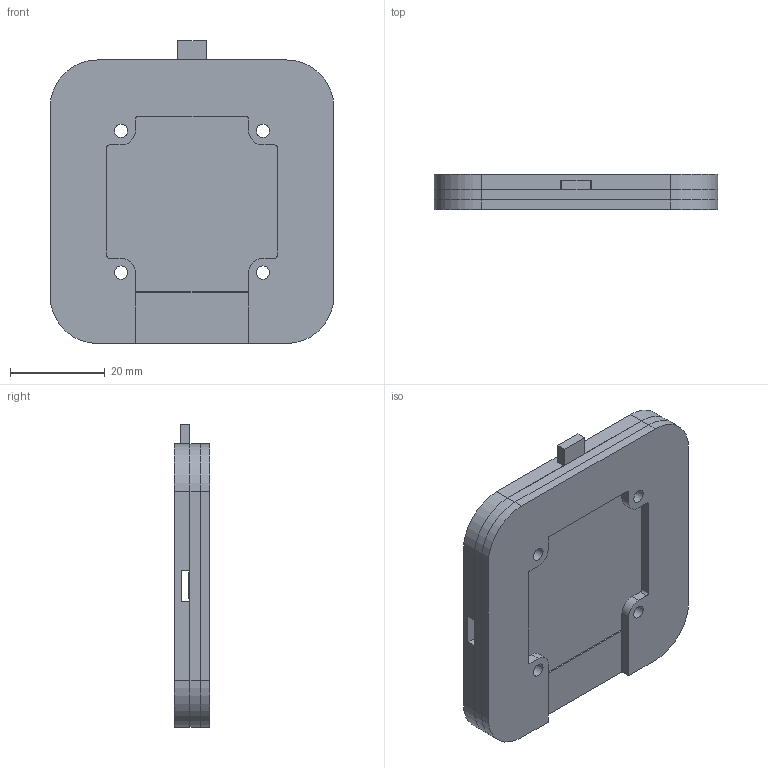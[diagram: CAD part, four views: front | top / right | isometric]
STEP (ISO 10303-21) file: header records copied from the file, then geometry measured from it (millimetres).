
FILE_DESCRIPTION(/* description */ (''),/* implementation_level */ '2;1');
FILE_NAME(/* name */ 'Camera_Module_Delidding_Tool.step',/* time_stamp */ '2025-10-26T00:43:06+02:00',/* author */ (''),/* organization */ (''),/* preprocessor_version */ 'ST-DEVELOPER v20.1',/* originating_system */ 'Autodesk Translation Framework v14.17.0.0',/* authorisation */ '');
FILE_SCHEMA (('AUTOMOTIVE_DESIGN { 1 0 10303 214 3 1 1 }'));
Length unit declared in the file: millimetre
Products named in the file (2): Raspberry Pi HQCamera Cmos Sensor; Spachtel Blech Delidding Tool
Assembly tree (1 placements, depth 2):
  Raspberry Pi HQCamera Cmos Sensor
    Spachtel Blech Delidding Tool
Bounding box: 60 x 7.45 x 64.1 mm (x, y, z)
Volume: 21100.9 mm3; surface area: 23565.6 mm2
Topology: 5 solids, 5 shells, 150 faces, 414 edges, 276 vertices
Faces by surface type: plane 88, cylinder 62
Full cylindrical faces by diameter (mm): 2.8 x16, 3 x3, 4 x1
Entity records: 5001 total; most frequent: DIRECTION 844, CARTESIAN_POINT 843, ORIENTED_EDGE 828, EDGE_CURVE 414, LINE 290, VECTOR 290, AXIS2_PLACEMENT_3D 277, VERTEX_POINT 276
